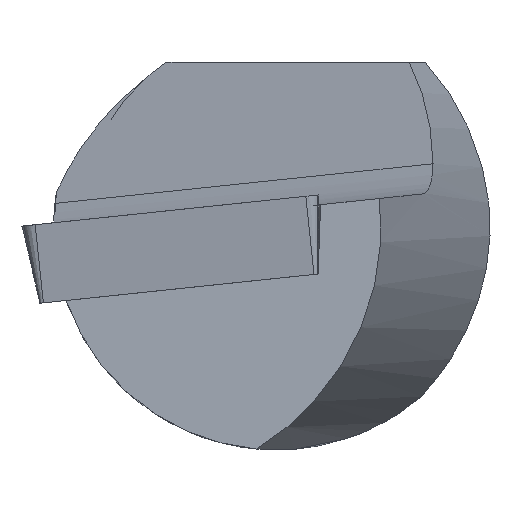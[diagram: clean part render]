
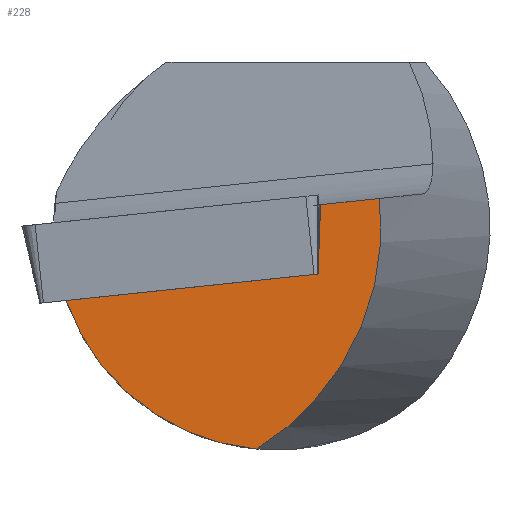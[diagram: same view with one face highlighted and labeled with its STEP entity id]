
A CAD part, left-side view. The second image highlights one B-rep face of the part: STEP entity #228.
In plain terms, the highlighted planar face has unit normal (-1, 0, 0).
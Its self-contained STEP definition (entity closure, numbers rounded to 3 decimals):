
#214=PLANE('',#575);
#228=ADVANCED_FACE('',(#254),#214,.F.);
#254=FACE_OUTER_BOUND('',#275,.T.);
#275=EDGE_LOOP('',(#378,#379,#380,#381,#382));
#298=CIRCLE('',#572,6.75);
#316=LINE('',#753,#344);
#317=LINE('',#757,#345);
#318=LINE('',#759,#346);
#344=VECTOR('',#623,1.);
#345=VECTOR('',#626,1.);
#346=VECTOR('',#627,1.);
#378=ORIENTED_EDGE('',*,*,#517,.F.);
#379=ORIENTED_EDGE('',*,*,#515,.T.);
#380=ORIENTED_EDGE('',*,*,#518,.F.);
#381=ORIENTED_EDGE('',*,*,#519,.F.);
#382=ORIENTED_EDGE('',*,*,#520,.T.);
#480=VERTEX_POINT('',#748);
#481=VERTEX_POINT('',#750);
#482=VERTEX_POINT('',#754);
#483=VERTEX_POINT('',#756);
#484=VERTEX_POINT('',#758);
#515=EDGE_CURVE('',#481,#480,#298,.T.);
#517=EDGE_CURVE('',#481,#482,#316,.T.);
#518=EDGE_CURVE('',#483,#480,#563,.T.);
#519=EDGE_CURVE('',#484,#483,#317,.T.);
#520=EDGE_CURVE('',#484,#482,#318,.T.);
#563=ELLIPSE('',#574,8.21,8.);
#572=AXIS2_PLACEMENT_3D('',#749,#618,#619);
#574=AXIS2_PLACEMENT_3D('',#755,#624,#625);
#575=AXIS2_PLACEMENT_3D('',#760,#628,#629);
#618=DIRECTION('',(-1.,0.,0.));
#619=DIRECTION('',(0.,-1.,0.));
#623=DIRECTION('',(0.,-0.995,0.105));
#624=DIRECTION('',(1.,0.,0.));
#625=DIRECTION('',(0.,1.,0.));
#626=DIRECTION('',(0.,-0.995,0.105));
#627=DIRECTION('',(0.,0.036,-0.999));
#628=DIRECTION('',(1.,0.,0.));
#629=DIRECTION('',(0.,-1.,0.));
#748=CARTESIAN_POINT('',(0.4,0.591,-6.724));
#749=CARTESIAN_POINT('',(0.4,0.,0.));
#750=CARTESIAN_POINT('',(0.4,6.374,-2.222));
#753=CARTESIAN_POINT('',(0.4,-9.112,-0.595));
#754=CARTESIAN_POINT('',(0.4,-1.261,-1.42));
#755=CARTESIAN_POINT('',(0.4,5.039,0.));
#756=CARTESIAN_POINT('',(0.4,-3.123,0.867));
#757=CARTESIAN_POINT('',(0.4,-4.08,0.968));
#758=CARTESIAN_POINT('',(0.4,-1.337,0.68));
#759=CARTESIAN_POINT('',(0.4,-0.957,-9.831));
#760=CARTESIAN_POINT('',(0.4,-10.118,-10.162));
